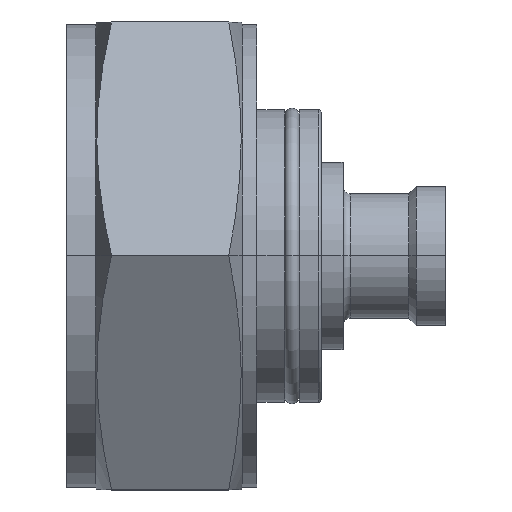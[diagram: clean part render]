
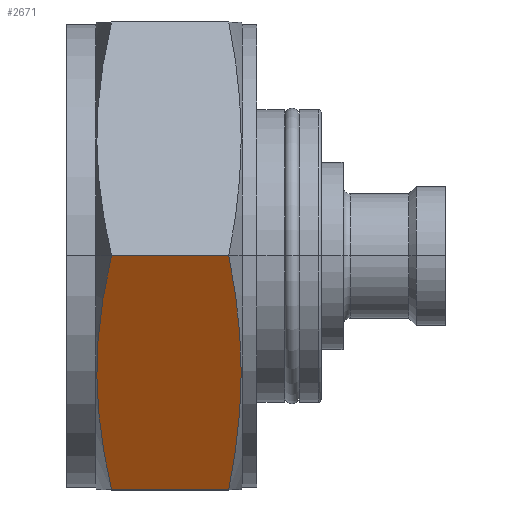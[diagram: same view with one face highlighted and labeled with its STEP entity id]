
A CAD part, top view. The second image highlights one B-rep face of the part: STEP entity #2671.
In plain terms, the highlighted planar face has unit normal (0, -0.5, 0.866).
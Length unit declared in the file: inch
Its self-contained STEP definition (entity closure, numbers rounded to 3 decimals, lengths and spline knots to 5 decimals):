
#33 = CARTESIAN_POINT ( 'NONE',  ( 0.08153, -0.26291, 0.57452 ) ) ;
#274 = VECTOR ( 'NONE', #2866, 39.37008 ) ;
#276 = CARTESIAN_POINT ( 'NONE',  ( 0.44692, -0.05242, 0.69604 ) ) ;
#282 = AXIS2_PLACEMENT_3D ( 'NONE', #2922, #1444, #3541 ) ;
#316 = CARTESIAN_POINT ( 'NONE',  ( 0.09539, -0.13133, 0.65049 ) ) ;
#332 = VERTEX_POINT ( 'NONE', #2683 ) ;
#345 = VERTEX_POINT ( 'NONE', #909 ) ;
#515 = ORIENTED_EDGE ( 'NONE', *, *, #1849, .F. ) ;
#556 = VERTEX_POINT ( 'NONE', #2374 ) ;
#594 = CARTESIAN_POINT ( 'NONE',  ( 0.12116, -0.629, 0.36315 ) ) ;
#610 = CARTESIAN_POINT ( 'NONE',  ( 0.10944, -0.05232, 0.6961 ) ) ;
#800 = CARTESIAN_POINT ( 'NONE',  ( 0.01181, 0., 0.72631 ) ) ;
#839 = CARTESIAN_POINT ( 'NONE',  ( 0.46698, -0.20967, 0.60526 ) ) ;
#885 = CARTESIAN_POINT ( 'NONE',  ( 0.12116, 0., 0.72631 ) ) ;
#909 = CARTESIAN_POINT ( 'NONE',  ( 0.12116, -0.629, 0.36315 ) ) ;
#1028 = LINE ( 'NONE', #800, #274 ) ;
#1109 = FACE_OUTER_BOUND ( 'NONE', #1770, .T. ) ;
#1122 = CARTESIAN_POINT ( 'NONE',  ( 0.46698, -0.41933, 0.4842 ) ) ;
#1138 = EDGE_CURVE ( 'NONE', #345, #3733, #1270, .T. ) ;
#1270 = LINE ( 'NONE', #2458, #2750 ) ;
#1294 = DIRECTION ( 'NONE',  ( 1., 0., 0. ) ) ;
#1405 = CARTESIAN_POINT ( 'NONE',  ( 0.43649, 0., 0.72631 ) ) ;
#1418 = CARTESIAN_POINT ( 'NONE',  ( 0.44692, -0.57658, 0.39342 ) ) ;
#1432 = PLANE ( 'NONE',  #282 ) ;
#1444 = DIRECTION ( 'NONE',  ( 0., -0.5, 0.866 ) ) ;
#1450 = CARTESIAN_POINT ( 'NONE',  ( 0.09895, -0.52472, 0.42336 ) ) ;
#1729 = EDGE_CURVE ( 'NONE', #556, #332, #1028, .T. ) ;
#1741 = CARTESIAN_POINT ( 'NONE',  ( 0.08161, -0.36784, 0.51394 ) ) ;
#1770 = EDGE_LOOP ( 'NONE', ( #3743, #515, #2940, #2678 ) ) ;
#1793 = EDGE_CURVE ( 'NONE', #332, #3733, #2155, .T. ) ;
#1849 = EDGE_CURVE ( 'NONE', #345, #556, #2253, .T. ) ;
#2041 = CARTESIAN_POINT ( 'NONE',  ( 0.08512, -0.21033, 0.60487 ) ) ;
#2155 = B_SPLINE_CURVE_WITH_KNOTS ( 'NONE', 3,
 ( #1405, #276, #2609, #839, #2903, #1122, #3211, #1418, #3515 ),
 .UNSPECIFIED., .F., .F.,
 ( 4, 2, 1, 2, 4 ),
 ( 0., 0.00461, 0.00922, 0.01384, 0.01845 ),
 .UNSPECIFIED. ) ;
#2253 = B_SPLINE_CURVE_WITH_KNOTS ( 'NONE', 3,
 ( #594, #2644, #1450, #3545, #1741, #33, #2041, #316, #2353, #610, #2652, #885 ),
 .UNSPECIFIED., .F., .F.,
 ( 4, 2, 2, 2, 2, 4 ),
 ( 0., 0.00461, 0.00923, 0.01384, 0.01615, 0.01846 ),
 .UNSPECIFIED. ) ;
#2353 = CARTESIAN_POINT ( 'NONE',  ( 0.09962, -0.10493, 0.66573 ) ) ;
#2374 = CARTESIAN_POINT ( 'NONE',  ( 0.12116, 0., 0.72631 ) ) ;
#2458 = CARTESIAN_POINT ( 'NONE',  ( 0.01181, -0.629, 0.36315 ) ) ;
#2609 = CARTESIAN_POINT ( 'NONE',  ( 0.4554, -0.10483, 0.66578 ) ) ;
#2644 = CARTESIAN_POINT ( 'NONE',  ( 0.10892, -0.5769, 0.39324 ) ) ;
#2652 = CARTESIAN_POINT ( 'NONE',  ( 0.11502, -0.02612, 0.71123 ) ) ;
#2671 = ADVANCED_FACE ( 'NONE', ( #1109 ), #1432, .T. ) ;
#2678 = ORIENTED_EDGE ( 'NONE', *, *, #1793, .F. ) ;
#2683 = CARTESIAN_POINT ( 'NONE',  ( 0.43649, 0., 0.72631 ) ) ;
#2750 = VECTOR ( 'NONE', #1294, 39.37008 ) ;
#2866 = DIRECTION ( 'NONE',  ( 1., 0., 0. ) ) ;
#2903 = CARTESIAN_POINT ( 'NONE',  ( 0.47311, -0.3145, 0.54473 ) ) ;
#2922 = CARTESIAN_POINT ( 'NONE',  ( 0.01181, 0., 0.72631 ) ) ;
#2940 = ORIENTED_EDGE ( 'NONE', *, *, #1138, .T. ) ;
#3211 = CARTESIAN_POINT ( 'NONE',  ( 0.4554, -0.52417, 0.42368 ) ) ;
#3446 = CARTESIAN_POINT ( 'NONE',  ( 0.43649, -0.629, 0.36315 ) ) ;
#3515 = CARTESIAN_POINT ( 'NONE',  ( 0.43649, -0.629, 0.36315 ) ) ;
#3541 = DIRECTION ( 'NONE',  ( 0., -0.866, -0.5 ) ) ;
#3545 = CARTESIAN_POINT ( 'NONE',  ( 0.08527, -0.4202, 0.48371 ) ) ;
#3733 = VERTEX_POINT ( 'NONE', #3446 ) ;
#3743 = ORIENTED_EDGE ( 'NONE', *, *, #1729, .F. ) ;
